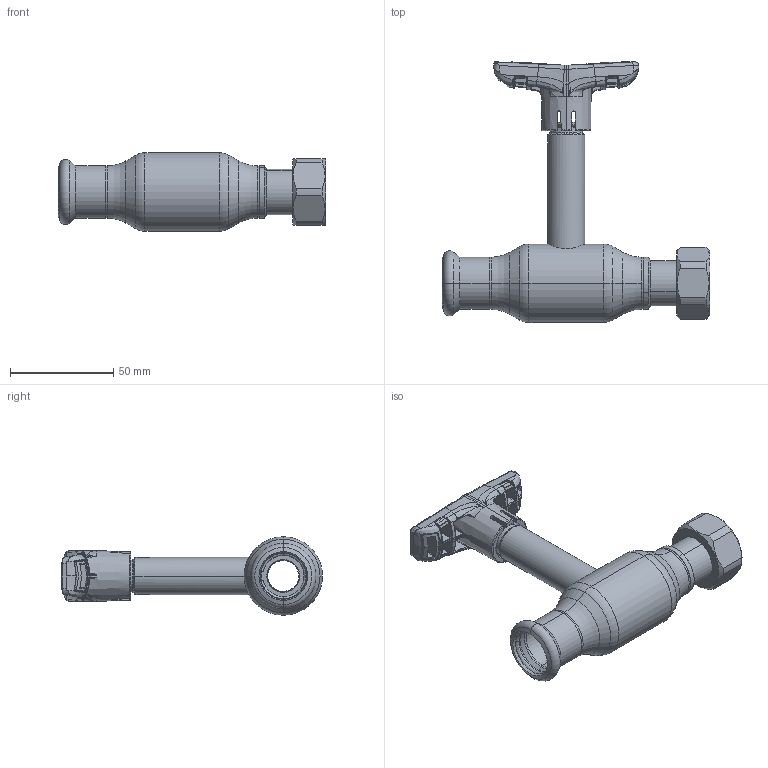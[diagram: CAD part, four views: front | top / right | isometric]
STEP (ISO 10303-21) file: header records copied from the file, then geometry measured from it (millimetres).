
FILE_DESCRIPTION (( 'STEP AP214' ), '1' );
FILE_NAME ('1020001411-1400.step', '2024-01-16T11:03:00', ( '' ), ( '' ), 'SwSTEP 2.0', 'SolidWorks 2021', '' );
FILE_SCHEMA (( 'AUTOMOTIVE_DESIGN' ));
Length unit declared in the file: millimetre
Products named in the file (1): 1020001411-1400
Bounding box: 129.5 x 126.49 x 38 mm (x, y, z)
Surface area: 31949.8 mm2 (no closed solid volume)
Topology: 0 solids, 11 shells, 721 faces, 2134 edges, 1336 vertices
Faces by surface type: bspline 542, plane 53, cylinder 50, cone 35, torus 29, sphere 12
Entity records: 54880 total; most frequent: CARTESIAN_POINT 32659, ORIENTED_EDGE 3691, EDGE_CURVE 2118, DIRECTION 1572, B_SPLINE_CURVE_WITH_KNOTS 1419, VERTEX_POINT 1332, EDGE_LOOP 731, UNCERTAINTY_MEASURE_WITH_UNIT 723
